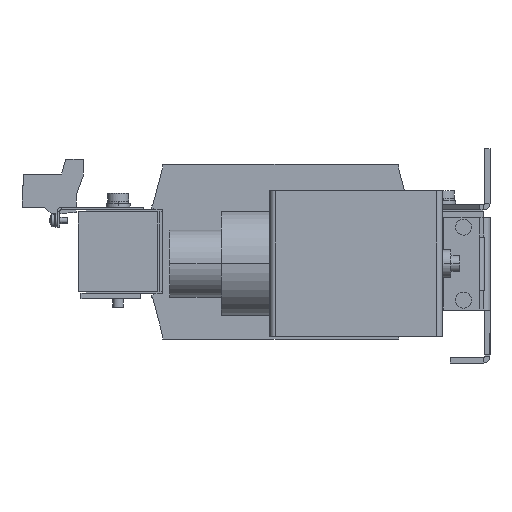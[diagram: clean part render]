
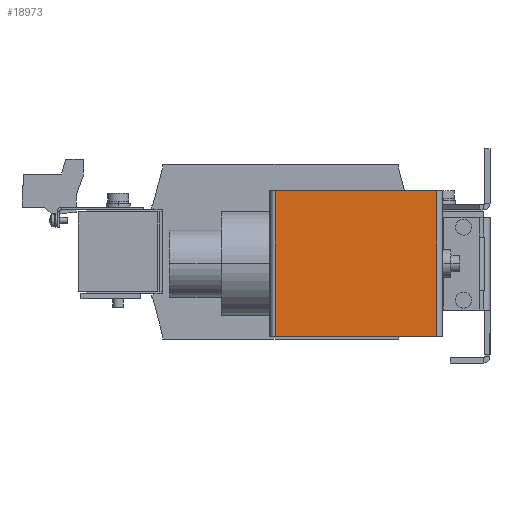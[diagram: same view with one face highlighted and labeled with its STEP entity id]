
A CAD part, left-side view. The second image highlights one B-rep face of the part: STEP entity #18973.
In plain terms, the highlighted planar face has unit normal (-1, 0, 0).
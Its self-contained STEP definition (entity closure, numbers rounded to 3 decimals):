
#452 = VERTEX_POINT ( 'NONE', #12451 ) ;
#488 = CARTESIAN_POINT ( 'NONE',  ( -337.5, 131., -9. ) ) ;
#896 = LINE ( 'NONE', #2417, #11599 ) ;
#1158 = DIRECTION ( 'NONE',  ( 0., 1., 0. ) ) ;
#1499 = ORIENTED_EDGE ( 'NONE', *, *, #13104, .T. ) ;
#2006 = AXIS2_PLACEMENT_3D ( 'NONE', #488, #11327, #1158 ) ;
#2417 = CARTESIAN_POINT ( 'NONE',  ( -337.5, 127., 46. ) ) ;
#2935 = CARTESIAN_POINT ( 'NONE',  ( -337.5, 127., 46. ) ) ;
#3716 = FACE_OUTER_BOUND ( 'NONE', #11191, .T. ) ;
#3947 = EDGE_CURVE ( 'NONE', #6624, #16042, #15147, .T. ) ;
#4790 = LINE ( 'NONE', #20707, #18848 ) ;
#5271 = CARTESIAN_POINT ( 'NONE',  ( -337.5, 5., 46. ) ) ;
#5810 = ORIENTED_EDGE ( 'NONE', *, *, #3947, .T. ) ;
#6624 = VERTEX_POINT ( 'NONE', #5271 ) ;
#8413 = DIRECTION ( 'NONE',  ( 0., 0., 1. ) ) ;
#8561 = CARTESIAN_POINT ( 'NONE',  ( -337.5, 5., -64. ) ) ;
#9490 = ORIENTED_EDGE ( 'NONE', *, *, #18177, .T. ) ;
#10506 = LINE ( 'NONE', #8561, #17105 ) ;
#10802 = CARTESIAN_POINT ( 'NONE',  ( -337.5, 127., -64. ) ) ;
#11191 = EDGE_LOOP ( 'NONE', ( #1499, #5810, #12442, #9490 ) ) ;
#11291 = VECTOR ( 'NONE', #11423, 1000. ) ;
#11327 = DIRECTION ( 'NONE',  ( 1., 0., 0. ) ) ;
#11423 = DIRECTION ( 'NONE',  ( 0., 1., 0. ) ) ;
#11599 = VECTOR ( 'NONE', #19612, 1000. ) ;
#12442 = ORIENTED_EDGE ( 'NONE', *, *, #19880, .F. ) ;
#12451 = CARTESIAN_POINT ( 'NONE',  ( -337.5, 5., -64. ) ) ;
#13104 = EDGE_CURVE ( 'NONE', #452, #6624, #10506, .T. ) ;
#13417 = CARTESIAN_POINT ( 'NONE',  ( -337.5, 131., 46. ) ) ;
#15147 = LINE ( 'NONE', #13417, #11291 ) ;
#16042 = VERTEX_POINT ( 'NONE', #2935 ) ;
#17105 = VECTOR ( 'NONE', #8413, 1000. ) ;
#17772 = PLANE ( 'NONE',  #2006 ) ;
#18177 = EDGE_CURVE ( 'NONE', #21056, #452, #4790, .T. ) ;
#18848 = VECTOR ( 'NONE', #20935, 1000. ) ;
#18973 = ADVANCED_FACE ( 'NONE', ( #3716 ), #17772, .F. ) ;
#19612 = DIRECTION ( 'NONE',  ( 0., 0., 1. ) ) ;
#19880 = EDGE_CURVE ( 'NONE', #21056, #16042, #896, .T. ) ;
#20707 = CARTESIAN_POINT ( 'NONE',  ( -337.5, 131., -64. ) ) ;
#20935 = DIRECTION ( 'NONE',  ( 0., -1., 0. ) ) ;
#21056 = VERTEX_POINT ( 'NONE', #10802 ) ;
